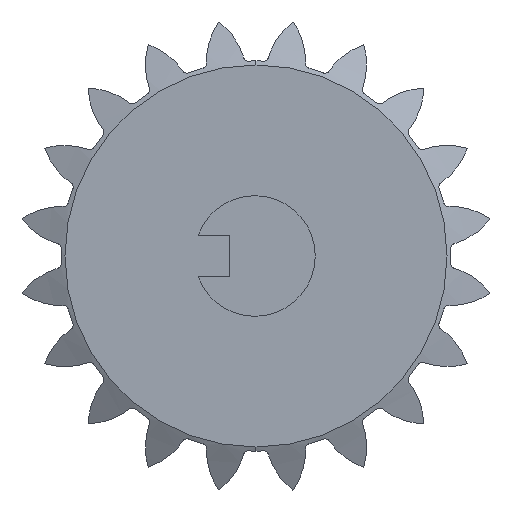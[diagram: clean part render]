
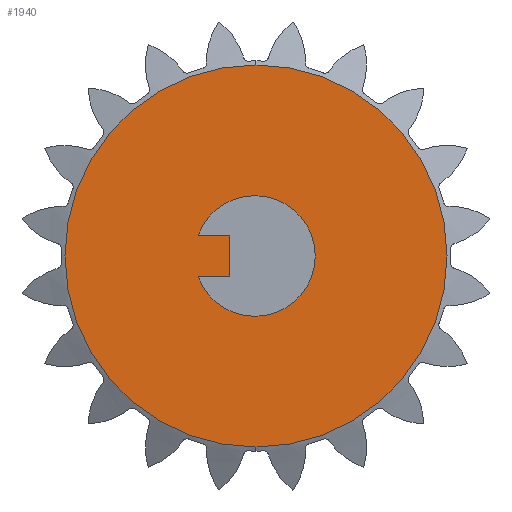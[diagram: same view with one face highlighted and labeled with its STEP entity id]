
A CAD part, left-side view. The second image highlights one B-rep face of the part: STEP entity #1940.
In plain terms, the highlighted planar face has unit normal (-1, 0, 0).
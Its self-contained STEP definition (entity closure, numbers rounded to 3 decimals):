
#3 = EDGE_LOOP ( 'NONE', ( #1668, #6731, #6868, #104, #30, #2820 ) ) ;
#12 = PLANE ( 'NONE',  #2758 ) ;
#30 = ORIENTED_EDGE ( 'NONE', *, *, #7475, .F. ) ;
#104 = ORIENTED_EDGE ( 'NONE', *, *, #7383, .F. ) ;
#201 = EDGE_CURVE ( 'NONE', #932, #4029, #7453, .T. ) ;
#211 = EDGE_CURVE ( 'NONE', #557, #5244, #1591, .T. ) ;
#515 = CARTESIAN_POINT ( 'NONE',  ( 0.207, 0., 0. ) ) ;
#557 = VERTEX_POINT ( 'NONE', #7443 ) ;
#694 = EDGE_LOOP ( 'NONE', ( #4944, #7063 ) ) ;
#932 = VERTEX_POINT ( 'NONE', #2161 ) ;
#946 = CARTESIAN_POINT ( 'NONE',  ( 0.207, 2.722, -1. ) ) ;
#952 = CARTESIAN_POINT ( 'NONE',  ( 0.207, 1.222, 1. ) ) ;
#1133 = VERTEX_POINT ( 'NONE', #946 ) ;
#1591 = CIRCLE ( 'NONE', #4538, 2.9 ) ;
#1611 = DIRECTION ( 'NONE',  ( 0., 0., 1. ) ) ;
#1640 = LINE ( 'NONE', #5248, #5837 ) ;
#1668 = ORIENTED_EDGE ( 'NONE', *, *, #3567, .F. ) ;
#1734 = AXIS2_PLACEMENT_3D ( 'NONE', #3151, #5982, #2647 ) ;
#1938 = VERTEX_POINT ( 'NONE', #5382 ) ;
#1940 = ADVANCED_FACE ( 'NONE', ( #6491, #3080 ), #12, .F. ) ;
#1970 = LINE ( 'NONE', #2586, #4654 ) ;
#2104 = LINE ( 'NONE', #952, #6369 ) ;
#2161 = CARTESIAN_POINT ( 'NONE',  ( 0.207, -0.056, -9.18 ) ) ;
#2348 = DIRECTION ( 'NONE',  ( 0., 1., 0. ) ) ;
#2409 = VERTEX_POINT ( 'NONE', #4946 ) ;
#2473 = CIRCLE ( 'NONE', #1734, 2.9 ) ;
#2517 = CARTESIAN_POINT ( 'NONE',  ( 0.207, 2.722, 1. ) ) ;
#2586 = CARTESIAN_POINT ( 'NONE',  ( 0.207, 1.222, -1. ) ) ;
#2647 = DIRECTION ( 'NONE',  ( 0., 0., 1. ) ) ;
#2694 = AXIS2_PLACEMENT_3D ( 'NONE', #7360, #6790, #1611 ) ;
#2758 = AXIS2_PLACEMENT_3D ( 'NONE', #4811, #5270, #2348 ) ;
#2820 = ORIENTED_EDGE ( 'NONE', *, *, #211, .F. ) ;
#2937 = AXIS2_PLACEMENT_3D ( 'NONE', #2993, #4686, #4059 ) ;
#2993 = CARTESIAN_POINT ( 'NONE',  ( 0.207, -0.056, 0. ) ) ;
#3080 = FACE_BOUND ( 'NONE', #3, .T. ) ;
#3151 = CARTESIAN_POINT ( 'NONE',  ( 0.207, 0., 0. ) ) ;
#3298 = DIRECTION ( 'NONE',  ( 0., -1., 0. ) ) ;
#3567 = EDGE_CURVE ( 'NONE', #1133, #557, #5014, .T. ) ;
#4029 = VERTEX_POINT ( 'NONE', #4845 ) ;
#4059 = DIRECTION ( 'NONE',  ( 0., 0., 1. ) ) ;
#4265 = CARTESIAN_POINT ( 'NONE',  ( 0.207, 0., 2.9 ) ) ;
#4397 = AXIS2_PLACEMENT_3D ( 'NONE', #515, #7420, #4479 ) ;
#4475 = DIRECTION ( 'NONE',  ( 0., 0., -1. ) ) ;
#4479 = DIRECTION ( 'NONE',  ( 0., 0., 1. ) ) ;
#4538 = AXIS2_PLACEMENT_3D ( 'NONE', #5295, #5827, #4760 ) ;
#4654 = VECTOR ( 'NONE', #4475, 1000. ) ;
#4686 = DIRECTION ( 'NONE',  ( -1., 0., 0. ) ) ;
#4760 = DIRECTION ( 'NONE',  ( 0., 0., 1. ) ) ;
#4811 = CARTESIAN_POINT ( 'NONE',  ( 0.207, -0.056, 0. ) ) ;
#4845 = CARTESIAN_POINT ( 'NONE',  ( 0.207, -0.056, 9.18 ) ) ;
#4944 = ORIENTED_EDGE ( 'NONE', *, *, #201, .T. ) ;
#4946 = CARTESIAN_POINT ( 'NONE',  ( 0.207, 1.222, -1. ) ) ;
#4960 = EDGE_CURVE ( 'NONE', #2409, #1133, #1640, .T. ) ;
#5014 = CIRCLE ( 'NONE', #4397, 2.9 ) ;
#5244 = VERTEX_POINT ( 'NONE', #4265 ) ;
#5248 = CARTESIAN_POINT ( 'NONE',  ( 0.207, 2.722, -1. ) ) ;
#5270 = DIRECTION ( 'NONE',  ( 1., 0., 0. ) ) ;
#5295 = CARTESIAN_POINT ( 'NONE',  ( 0.207, 0., 0. ) ) ;
#5382 = CARTESIAN_POINT ( 'NONE',  ( 0.207, 1.222, 1. ) ) ;
#5747 = VERTEX_POINT ( 'NONE', #2517 ) ;
#5827 = DIRECTION ( 'NONE',  ( -1., 0., 0. ) ) ;
#5837 = VECTOR ( 'NONE', #7571, 1000. ) ;
#5982 = DIRECTION ( 'NONE',  ( -1., 0., 0. ) ) ;
#5994 = CIRCLE ( 'NONE', #2694, 9.18 ) ;
#6174 = EDGE_CURVE ( 'NONE', #1938, #2409, #1970, .T. ) ;
#6352 = EDGE_CURVE ( 'NONE', #4029, #932, #5994, .T. ) ;
#6369 = VECTOR ( 'NONE', #3298, 1000. ) ;
#6491 = FACE_OUTER_BOUND ( 'NONE', #694, .T. ) ;
#6731 = ORIENTED_EDGE ( 'NONE', *, *, #4960, .F. ) ;
#6790 = DIRECTION ( 'NONE',  ( -1., 0., 0. ) ) ;
#6868 = ORIENTED_EDGE ( 'NONE', *, *, #6174, .F. ) ;
#7063 = ORIENTED_EDGE ( 'NONE', *, *, #6352, .T. ) ;
#7360 = CARTESIAN_POINT ( 'NONE',  ( 0.207, -0.056, 0. ) ) ;
#7383 = EDGE_CURVE ( 'NONE', #5747, #1938, #2104, .T. ) ;
#7420 = DIRECTION ( 'NONE',  ( -1., 0., 0. ) ) ;
#7443 = CARTESIAN_POINT ( 'NONE',  ( 0.207, 0., -2.9 ) ) ;
#7453 = CIRCLE ( 'NONE', #2937, 9.18 ) ;
#7475 = EDGE_CURVE ( 'NONE', #5244, #5747, #2473, .T. ) ;
#7571 = DIRECTION ( 'NONE',  ( 0., 1., 0. ) ) ;
